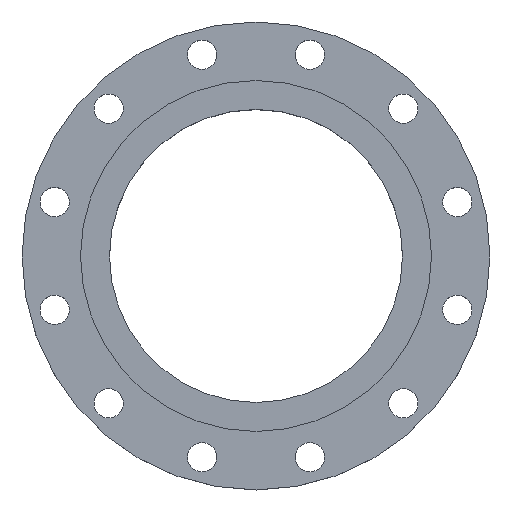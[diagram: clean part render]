
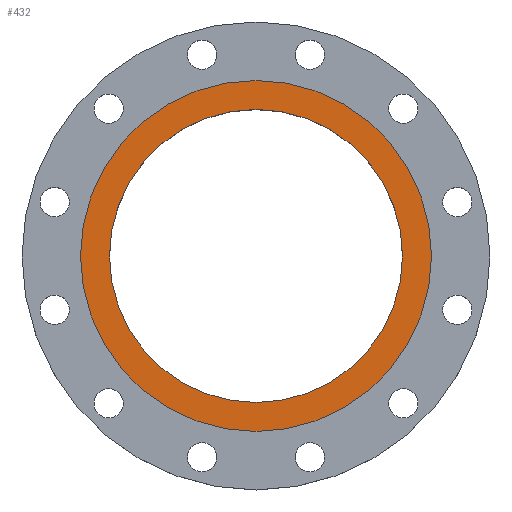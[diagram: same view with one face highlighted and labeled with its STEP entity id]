
A CAD part, top view. The second image highlights one B-rep face of the part: STEP entity #432.
In plain terms, the highlighted planar face has unit normal (0, 0, 1).
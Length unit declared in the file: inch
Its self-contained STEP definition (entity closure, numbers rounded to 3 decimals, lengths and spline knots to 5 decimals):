
#12 = EDGE_CURVE ( 'NONE', #544, #1313, #763, .T. ) ;
#104 = DIRECTION ( 'NONE',  ( 1., 0., 0. ) ) ;
#156 = AXIS2_PLACEMENT_3D ( 'NONE', #964, #845, #1204 ) ;
#209 = PLANE ( 'NONE',  #767 ) ;
#221 = DIRECTION ( 'NONE',  ( 0., 0., 1. ) ) ;
#293 = CIRCLE ( 'NONE', #1200, 5.01 ) ;
#312 = DIRECTION ( 'NONE',  ( 0., 0., 1. ) ) ;
#322 = DIRECTION ( 'NONE',  ( 0., 0., 1. ) ) ;
#330 = ORIENTED_EDGE ( 'NONE', *, *, #480, .F. ) ;
#412 = DIRECTION ( 'NONE',  ( 0., 0., 1. ) ) ;
#425 = VERTEX_POINT ( 'NONE', #1025 ) ;
#432 = ADVANCED_FACE ( 'NONE', ( #1374, #1354 ), #209, .T. ) ;
#460 = AXIS2_PLACEMENT_3D ( 'NONE', #644, #412, #104 ) ;
#480 = EDGE_CURVE ( 'NONE', #1053, #425, #293, .T. ) ;
#544 = VERTEX_POINT ( 'NONE', #891 ) ;
#605 = EDGE_LOOP ( 'NONE', ( #1060, #330 ) ) ;
#644 = CARTESIAN_POINT ( 'NONE',  ( 0., 0., 0.0625 ) ) ;
#701 = CARTESIAN_POINT ( 'NONE',  ( 5.01, 0., 0.0625 ) ) ;
#763 = CIRCLE ( 'NONE', #156, 6. ) ;
#767 = AXIS2_PLACEMENT_3D ( 'NONE', #859, #322, #1283 ) ;
#798 = CIRCLE ( 'NONE', #1047, 5.01 ) ;
#845 = DIRECTION ( 'NONE',  ( 0., 0., 1. ) ) ;
#859 = CARTESIAN_POINT ( 'NONE',  ( 0., 0., 0.0625 ) ) ;
#891 = CARTESIAN_POINT ( 'NONE',  ( 6., 0., 0.0625 ) ) ;
#957 = ORIENTED_EDGE ( 'NONE', *, *, #12, .T. ) ;
#964 = CARTESIAN_POINT ( 'NONE',  ( 0., 0., 0.0625 ) ) ;
#1025 = CARTESIAN_POINT ( 'NONE',  ( -5.01, 0., 0.0625 ) ) ;
#1047 = AXIS2_PLACEMENT_3D ( 'NONE', #1054, #312, #1263 ) ;
#1053 = VERTEX_POINT ( 'NONE', #701 ) ;
#1054 = CARTESIAN_POINT ( 'NONE',  ( 0., 0., 0.0625 ) ) ;
#1060 = ORIENTED_EDGE ( 'NONE', *, *, #1234, .F. ) ;
#1072 = CIRCLE ( 'NONE', #460, 6. ) ;
#1078 = ORIENTED_EDGE ( 'NONE', *, *, #1312, .T. ) ;
#1079 = CARTESIAN_POINT ( 'NONE',  ( -6., 0., 0.0625 ) ) ;
#1081 = DIRECTION ( 'NONE',  ( 1., 0., 0. ) ) ;
#1183 = EDGE_LOOP ( 'NONE', ( #1078, #957 ) ) ;
#1187 = CARTESIAN_POINT ( 'NONE',  ( 0., 0., 0.0625 ) ) ;
#1200 = AXIS2_PLACEMENT_3D ( 'NONE', #1187, #221, #1081 ) ;
#1204 = DIRECTION ( 'NONE',  ( 1., 0., 0. ) ) ;
#1234 = EDGE_CURVE ( 'NONE', #425, #1053, #798, .T. ) ;
#1263 = DIRECTION ( 'NONE',  ( 1., 0., 0. ) ) ;
#1283 = DIRECTION ( 'NONE',  ( 1., 0., 0. ) ) ;
#1312 = EDGE_CURVE ( 'NONE', #1313, #544, #1072, .T. ) ;
#1313 = VERTEX_POINT ( 'NONE', #1079 ) ;
#1354 = FACE_OUTER_BOUND ( 'NONE', #1183, .T. ) ;
#1374 = FACE_BOUND ( 'NONE', #605, .T. ) ;
